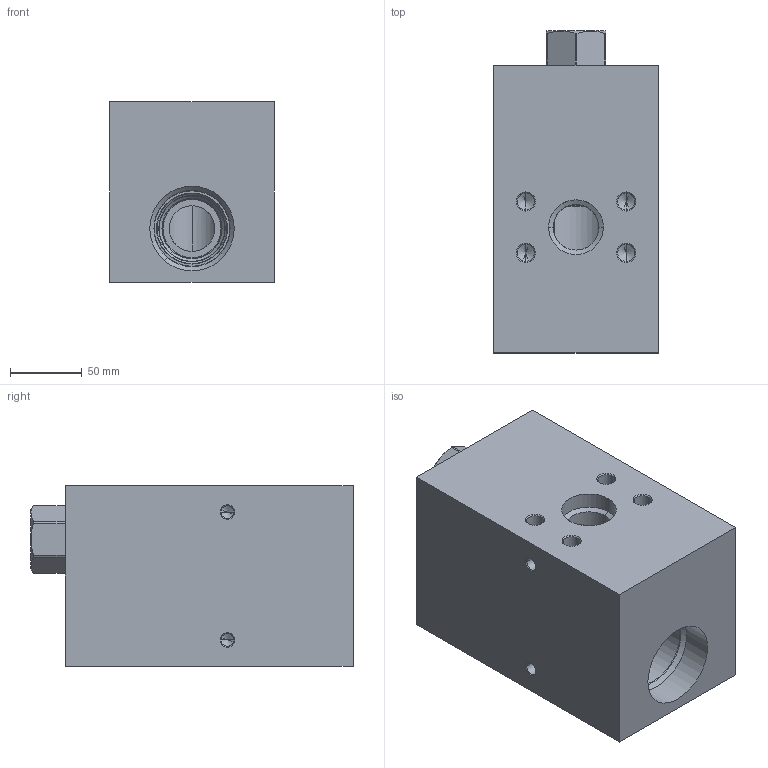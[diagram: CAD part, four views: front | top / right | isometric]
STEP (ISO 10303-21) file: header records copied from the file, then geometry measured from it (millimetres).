
FILE_DESCRIPTION((''),'2;1');
FILE_NAME('K4R_ASM','2021-02-26T',('ProEService'),(''),'PRO/ENGINEER BY PARAMETRIC TECHNOLOGY CORPORATION, 2014200','PRO/ENGINEER BY PARAMETRIC TECHNOLOGY CORPORATION, 2014200','');
FILE_SCHEMA(('CONFIG_CONTROL_DESIGN'));
Length unit declared in the file: inch
Products named in the file (3): 151-166-001; CXIDXCN; K4R_ASM
Assembly tree (2 placements, depth 2):
  K4R_ASM
    151-166-001
    CXIDXCN
Bounding box: 114.3 x 223.82 x 125.43 mm (x, y, z)
Volume: 2407698.5 mm3; surface area: 214053.2 mm2
Topology: 4 solids, 5 shells, 350 faces, 1087 edges, 858 vertices
Faces by surface type: cylinder 143, cone 112, plane 59, torus 26, revolution 8, sphere 2
Entity records: 13378 total; most frequent: CARTESIAN_POINT 3886, DIRECTION 2065, ORIENTED_EDGE 1622, EDGE_CURVE 811, AXIS2_PLACEMENT_3D 746, VECTOR 565, LINE 565, VERTEX_POINT 496
